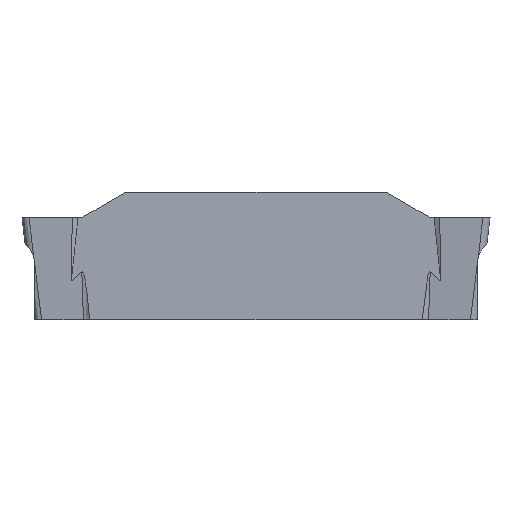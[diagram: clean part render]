
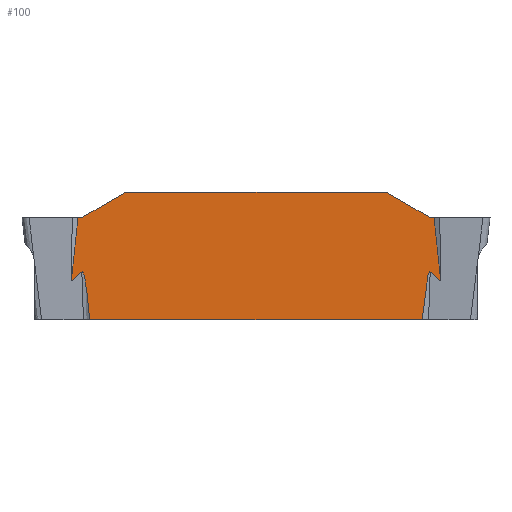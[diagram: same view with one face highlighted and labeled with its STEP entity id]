
A CAD part, left-side view. The second image highlights one B-rep face of the part: STEP entity #100.
In plain terms, the highlighted planar face has unit normal (-1, 0, 0).
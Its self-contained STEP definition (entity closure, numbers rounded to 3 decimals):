
#47=CIRCLE('',#825,0.25);
#48=CIRCLE('',#826,0.25);
#71=B_SPLINE_CURVE_WITH_KNOTS('',3,(#1270,#1271,#1272,#1273,#1274,#1275,
#1276,#1277,#1278,#1279,#1280,#1281,#1282,#1283,#1284,#1285,#1286,#1287,
#1288,#1289,#1290,#1291,#1292,#1293,#1294,#1295,#1296,#1297),
 .UNSPECIFIED.,.F.,.F.,(4,3,3,3,3,3,3,3,3,4),(0.,0.004,0.008,
0.011,0.016,0.024,0.052,
0.187,0.723,1.),.UNSPECIFIED.);
#72=B_SPLINE_CURVE_WITH_KNOTS('',3,(#1302,#1303,#1304,#1305,#1306,#1307,
#1308,#1309,#1310,#1311,#1312,#1313,#1314,#1315,#1316,#1317,#1318,#1319,
#1320,#1321,#1322,#1323,#1324,#1325,#1326,#1327,#1328,#1329,#1330,#1331,
#1332,#1333,#1334,#1335,#1336,#1337,#1338,#1339,#1340,#1341,#1342,#1343,
#1344),.UNSPECIFIED.,.F.,.F.,(4,3,3,3,3,3,3,3,3,3,3,3,3,3,4),(0.,0.314,
0.647,0.814,0.881,0.921,
0.945,0.961,0.975,0.982,
0.987,0.991,0.994,0.998,
1.),.UNSPECIFIED.);
#100=ADVANCED_FACE('SIDE_IB_1_SU5',(#164),#138,.F.);
#138=PLANE('',#827);
#164=FACE_OUTER_BOUND('',#204,.T.);
#204=EDGE_LOOP('',(#283,#284,#285,#286,#287,#288,#289,#290,#291,#292,#293,
#294,#295,#296,#297,#298));
#283=ORIENTED_EDGE('',*,*,#583,.T.);
#284=ORIENTED_EDGE('',*,*,#584,.T.);
#285=ORIENTED_EDGE('',*,*,#585,.T.);
#286=ORIENTED_EDGE('',*,*,#586,.T.);
#287=ORIENTED_EDGE('',*,*,#554,.F.);
#288=ORIENTED_EDGE('',*,*,#587,.T.);
#289=ORIENTED_EDGE('',*,*,#588,.T.);
#290=ORIENTED_EDGE('',*,*,#589,.T.);
#291=ORIENTED_EDGE('',*,*,#590,.T.);
#292=ORIENTED_EDGE('',*,*,#591,.F.);
#293=ORIENTED_EDGE('',*,*,#592,.F.);
#294=ORIENTED_EDGE('',*,*,#593,.F.);
#295=ORIENTED_EDGE('',*,*,#594,.F.);
#296=ORIENTED_EDGE('',*,*,#595,.F.);
#297=ORIENTED_EDGE('',*,*,#596,.F.);
#298=ORIENTED_EDGE('',*,*,#597,.F.);
#478=VERTEX_POINT('',#1042);
#479=VERTEX_POINT('',#1044);
#503=VERTEX_POINT('',#1266);
#504=VERTEX_POINT('',#1267);
#505=VERTEX_POINT('',#1269);
#506=VERTEX_POINT('',#1298);
#507=VERTEX_POINT('',#1301);
#508=VERTEX_POINT('',#1345);
#509=VERTEX_POINT('',#1347);
#510=VERTEX_POINT('',#1349);
#511=VERTEX_POINT('',#1351);
#512=VERTEX_POINT('',#1353);
#513=VERTEX_POINT('',#1355);
#514=VERTEX_POINT('',#1357);
#515=VERTEX_POINT('',#1359);
#516=VERTEX_POINT('',#1361);
#554=EDGE_CURVE('',#478,#479,#664,.T.);
#583=EDGE_CURVE('',#503,#504,#673,.T.);
#584=EDGE_CURVE('',#504,#505,#674,.T.);
#585=EDGE_CURVE('',#505,#506,#71,.T.);
#586=EDGE_CURVE('',#506,#479,#675,.T.);
#587=EDGE_CURVE('',#478,#507,#676,.T.);
#588=EDGE_CURVE('',#507,#508,#72,.T.);
#589=EDGE_CURVE('',#508,#509,#677,.T.);
#590=EDGE_CURVE('',#509,#510,#678,.T.);
#591=EDGE_CURVE('',#511,#510,#679,.T.);
#592=EDGE_CURVE('',#512,#511,#47,.T.);
#593=EDGE_CURVE('',#513,#512,#680,.T.);
#594=EDGE_CURVE('',#514,#513,#681,.T.);
#595=EDGE_CURVE('',#515,#514,#682,.T.);
#596=EDGE_CURVE('',#516,#515,#48,.T.);
#597=EDGE_CURVE('',#503,#516,#683,.T.);
#664=LINE('',#1043,#722);
#673=LINE('',#1265,#731);
#674=LINE('',#1268,#732);
#675=LINE('',#1299,#733);
#676=LINE('',#1300,#734);
#677=LINE('',#1346,#735);
#678=LINE('',#1348,#736);
#679=LINE('',#1350,#737);
#680=LINE('',#1354,#738);
#681=LINE('',#1356,#739);
#682=LINE('',#1358,#740);
#683=LINE('',#1362,#741);
#722=VECTOR('',#865,1.);
#731=VECTOR('',#892,1.);
#732=VECTOR('',#893,1.);
#733=VECTOR('',#894,1.);
#734=VECTOR('',#895,1.);
#735=VECTOR('',#896,1.);
#736=VECTOR('',#897,1.);
#737=VECTOR('',#898,1.);
#738=VECTOR('',#901,1.);
#739=VECTOR('',#902,1.);
#740=VECTOR('',#903,1.);
#741=VECTOR('',#906,1.);
#825=AXIS2_PLACEMENT_3D('',#1352,#899,#900);
#826=AXIS2_PLACEMENT_3D('',#1360,#904,#905);
#827=AXIS2_PLACEMENT_3D('',#1363,#907,#908);
#865=DIRECTION('',(0.,1.,0.));
#892=DIRECTION('',(0.,0.104,-0.995));
#893=DIRECTION('',(0.,-0.769,0.64));
#894=DIRECTION('',(0.,-0.087,-0.996));
#895=DIRECTION('',(0.,-0.087,0.996));
#896=DIRECTION('',(0.,-0.769,-0.64));
#897=DIRECTION('',(0.,0.104,0.995));
#898=DIRECTION('',(0.,-1.,0.));
#899=DIRECTION('',(-1.,0.,0.));
#900=DIRECTION('',(0.,0.,-1.));
#901=DIRECTION('',(0.,-0.866,-0.5));
#902=DIRECTION('',(0.,-1.,0.));
#903=DIRECTION('',(0.,-0.866,0.5));
#904=DIRECTION('',(-1.,0.,0.));
#905=DIRECTION('',(0.,0.,-1.));
#906=DIRECTION('',(0.,-1.,0.));
#907=DIRECTION('',(1.,0.,0.));
#908=DIRECTION('',(0.,0.,-1.));
#1042=CARTESIAN_POINT('',(-1.,-7.421,-4.54));
#1043=CARTESIAN_POINT('',(-1.,0.,-4.54));
#1044=CARTESIAN_POINT('',(-1.,7.421,-4.54));
#1265=CARTESIAN_POINT('',(-1.,7.856,0.823));
#1266=CARTESIAN_POINT('',(-1.,7.942,0.));
#1267=CARTESIAN_POINT('',(-1.,8.237,-2.81));
#1268=CARTESIAN_POINT('',(-1.,1.989,2.39));
#1269=CARTESIAN_POINT('',(-1.,7.767,-2.419));
#1270=CARTESIAN_POINT('',(-1.,7.767,-2.419));
#1271=CARTESIAN_POINT('',(-1.,7.765,-2.417));
#1272=CARTESIAN_POINT('',(-1.,7.763,-2.416));
#1273=CARTESIAN_POINT('',(-1.,7.76,-2.414));
#1274=CARTESIAN_POINT('',(-1.,7.758,-2.413));
#1275=CARTESIAN_POINT('',(-1.,7.755,-2.413));
#1276=CARTESIAN_POINT('',(-1.,7.753,-2.413));
#1277=CARTESIAN_POINT('',(-1.,7.75,-2.412));
#1278=CARTESIAN_POINT('',(-1.,7.748,-2.413));
#1279=CARTESIAN_POINT('',(-1.,7.746,-2.413));
#1280=CARTESIAN_POINT('',(-1.,7.743,-2.414));
#1281=CARTESIAN_POINT('',(-1.,7.74,-2.416));
#1282=CARTESIAN_POINT('',(-1.,7.738,-2.417));
#1283=CARTESIAN_POINT('',(-1.,7.733,-2.421));
#1284=CARTESIAN_POINT('',(-1.,7.73,-2.425));
#1285=CARTESIAN_POINT('',(-1.,7.726,-2.429));
#1286=CARTESIAN_POINT('',(-1.,7.715,-2.443));
#1287=CARTESIAN_POINT('',(-1.,7.707,-2.461));
#1288=CARTESIAN_POINT('',(-1.,7.7,-2.478));
#1289=CARTESIAN_POINT('',(-1.,7.667,-2.559));
#1290=CARTESIAN_POINT('',(-1.,7.649,-2.647));
#1291=CARTESIAN_POINT('',(-1.,7.632,-2.733));
#1292=CARTESIAN_POINT('',(-1.,7.564,-3.077));
#1293=CARTESIAN_POINT('',(-1.,7.527,-3.426));
#1294=CARTESIAN_POINT('',(-1.,7.492,-3.774));
#1295=CARTESIAN_POINT('',(-1.,7.473,-3.954));
#1296=CARTESIAN_POINT('',(-1.,7.456,-4.134));
#1297=CARTESIAN_POINT('',(-1.,7.44,-4.314));
#1298=CARTESIAN_POINT('',(-1.,7.44,-4.314));
#1299=CARTESIAN_POINT('',(-1.,7.758,-0.679));
#1300=CARTESIAN_POINT('',(-1.,-7.758,-0.679));
#1301=CARTESIAN_POINT('',(-1.,-7.44,-4.314));
#1302=CARTESIAN_POINT('',(-1.,-7.44,-4.314));
#1303=CARTESIAN_POINT('',(-1.,-7.458,-4.109));
#1304=CARTESIAN_POINT('',(-1.,-7.478,-3.905));
#1305=CARTESIAN_POINT('',(-1.,-7.499,-3.7));
#1306=CARTESIAN_POINT('',(-1.,-7.522,-3.484));
#1307=CARTESIAN_POINT('',(-1.,-7.547,-3.269));
#1308=CARTESIAN_POINT('',(-1.,-7.579,-3.054));
#1309=CARTESIAN_POINT('',(-1.,-7.594,-2.946));
#1310=CARTESIAN_POINT('',(-1.,-7.611,-2.838));
#1311=CARTESIAN_POINT('',(-1.,-7.633,-2.73));
#1312=CARTESIAN_POINT('',(-1.,-7.641,-2.687));
#1313=CARTESIAN_POINT('',(-1.,-7.651,-2.644));
#1314=CARTESIAN_POINT('',(-1.,-7.661,-2.602));
#1315=CARTESIAN_POINT('',(-1.,-7.668,-2.576));
#1316=CARTESIAN_POINT('',(-1.,-7.675,-2.551));
#1317=CARTESIAN_POINT('',(-1.,-7.683,-2.526));
#1318=CARTESIAN_POINT('',(-1.,-7.688,-2.511));
#1319=CARTESIAN_POINT('',(-1.,-7.693,-2.496));
#1320=CARTESIAN_POINT('',(-1.,-7.699,-2.481));
#1321=CARTESIAN_POINT('',(-1.,-7.702,-2.472));
#1322=CARTESIAN_POINT('',(-1.,-7.706,-2.463));
#1323=CARTESIAN_POINT('',(-1.,-7.711,-2.454));
#1324=CARTESIAN_POINT('',(-1.,-7.715,-2.445));
#1325=CARTESIAN_POINT('',(-1.,-7.72,-2.437));
#1326=CARTESIAN_POINT('',(-1.,-7.725,-2.43));
#1327=CARTESIAN_POINT('',(-1.,-7.728,-2.426));
#1328=CARTESIAN_POINT('',(-1.,-7.731,-2.423));
#1329=CARTESIAN_POINT('',(-1.,-7.735,-2.42));
#1330=CARTESIAN_POINT('',(-1.,-7.737,-2.418));
#1331=CARTESIAN_POINT('',(-1.,-7.74,-2.416));
#1332=CARTESIAN_POINT('',(-1.,-7.743,-2.414));
#1333=CARTESIAN_POINT('',(-1.,-7.745,-2.413));
#1334=CARTESIAN_POINT('',(-1.,-7.748,-2.413));
#1335=CARTESIAN_POINT('',(-1.,-7.75,-2.413));
#1336=CARTESIAN_POINT('',(-1.,-7.752,-2.412));
#1337=CARTESIAN_POINT('',(-1.,-7.755,-2.413));
#1338=CARTESIAN_POINT('',(-1.,-7.757,-2.413));
#1339=CARTESIAN_POINT('',(-1.,-7.759,-2.414));
#1340=CARTESIAN_POINT('',(-1.,-7.762,-2.415));
#1341=CARTESIAN_POINT('',(-1.,-7.764,-2.417));
#1342=CARTESIAN_POINT('',(-1.,-7.765,-2.417));
#1343=CARTESIAN_POINT('',(-1.,-7.766,-2.418));
#1344=CARTESIAN_POINT('',(-1.,-7.767,-2.419));
#1345=CARTESIAN_POINT('',(-1.,-7.767,-2.419));
#1346=CARTESIAN_POINT('',(-1.,-1.989,2.39));
#1347=CARTESIAN_POINT('',(-1.,-8.237,-2.81));
#1348=CARTESIAN_POINT('',(-1.,-7.856,0.823));
#1349=CARTESIAN_POINT('',(-1.,-7.942,0.));
#1350=CARTESIAN_POINT('',(-1.,0.,0.));
#1351=CARTESIAN_POINT('',(-1.,-7.852,0.));
#1352=CARTESIAN_POINT('',(-1.,-7.852,0.25));
#1353=CARTESIAN_POINT('',(-1.,-7.727,0.033));
#1354=CARTESIAN_POINT('',(-1.,-1.946,3.371));
#1355=CARTESIAN_POINT('',(-1.,-5.811,1.14));
#1356=CARTESIAN_POINT('',(-1.,0.,1.14));
#1357=CARTESIAN_POINT('',(-1.,5.811,1.14));
#1358=CARTESIAN_POINT('',(-1.,1.946,3.371));
#1359=CARTESIAN_POINT('',(-1.,7.727,0.033));
#1360=CARTESIAN_POINT('',(-1.,7.852,0.25));
#1361=CARTESIAN_POINT('',(-1.,7.852,0.));
#1362=CARTESIAN_POINT('',(-1.,0.,0.));
#1363=CARTESIAN_POINT('',(-1.,0.,0.));
